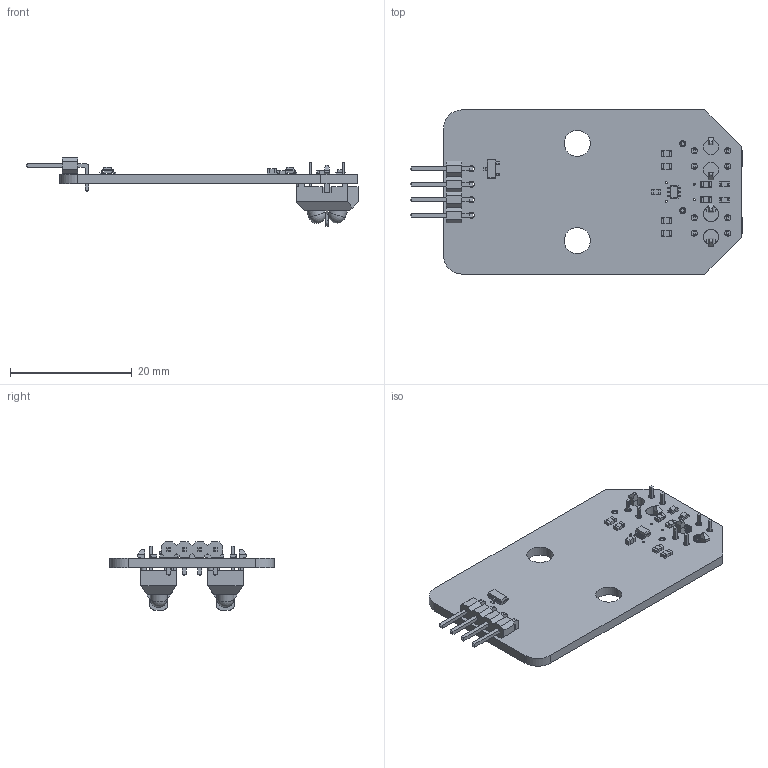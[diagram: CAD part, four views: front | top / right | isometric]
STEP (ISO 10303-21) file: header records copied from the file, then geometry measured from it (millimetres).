
FILE_DESCRIPTION(/* description */ (''),/* implementation_level */ '2;1');
FILE_NAME(/* name */ 'line tracking v4.step',/* time_stamp */ '2021-02-17T15:22:46+01:00',/* author */ (''),/* organization */ (''),/* preprocessor_version */ 'ST-DEVELOPER v18.1',/* originating_system */ 'Autodesk Translation Framework v9.7.1.1290',/* authorisation */ '');
FILE_SCHEMA (('AUTOMOTIVE_DESIGN { 1 0 10303 214 3 1 1 }'));
Length unit declared in the file: millimetre
Products named in the file (14): line tracking; Board; Packages; 1X04/90; C0603; R0603; SOT363; TCRT5000; LEDs; Metal Contacts; CHIP-LED0603; CHIP-LED0603 (1); MICRO3; LASKKIT_10MM_SILKSCREEN
Assembly tree (19 placements, depth 4):
  line tracking
    Board
    Packages
      1X04/90
      C0603
      R0603  x6
      SOT363
      TCRT5000  x2
        LEDs
        Metal Contacts
      CHIP-LED0603
      CHIP-LED0603 (1)
      MICRO3
      LASKKIT_10MM_SILKSCREEN
Bounding box: 54.63 x 27 x 11.26 mm (x, y, z)
Volume: 2497.7 mm3; surface area: 3894 mm2
Topology: 35 solids, 35 shells, 1394 faces, 3514 edges, 2208 vertices
Faces by surface type: plane 990, cylinder 294, sphere 100, bspline 8, cone 2
Full cylindrical faces by diameter (mm): 0.35 x4, 0.9 x2, 1 x8, 1.016 x4, 2.5 x2, 2.796 x4, 4.3 x2
Entity records: 30916 total; most frequent: CARTESIAN_POINT 5448, ORIENTED_EDGE 5220, DIRECTION 4973, EDGE_CURVE 2610, LINE 2251, VECTOR 2251, VERTEX_POINT 1692, AXIS2_PLACEMENT_3D 1361
